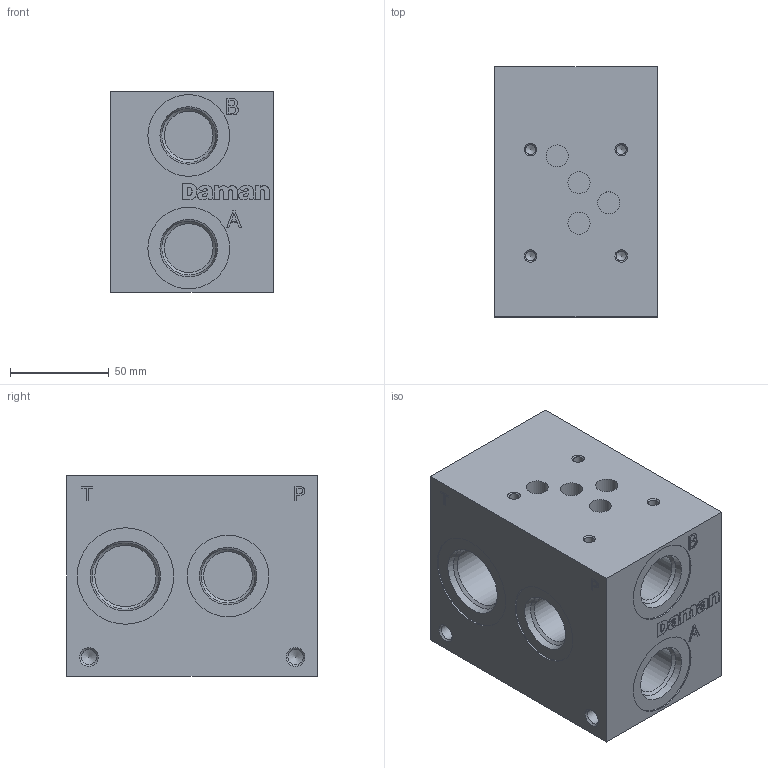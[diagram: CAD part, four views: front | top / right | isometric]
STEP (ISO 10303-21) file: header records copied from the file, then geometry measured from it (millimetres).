
FILE_DESCRIPTION( ( 'STEP AP214' ), ' ' );
FILE_NAME( 'AD05HP013S.stp', '2018-04-23T18:13:27', ( '' ), ( '' ), ' ', 'PARTsolutions', ' ' );
FILE_SCHEMA( ( 'AUTOMOTIVE_DESIGN { 1 0 10303 214 1 1 1 1 }' ) );
Length unit declared in the file: inch
Products named in the file (1): _AD05HP013S
Bounding box: 82.55 x 127 x 101.6 mm (x, y, z)
Volume: 964626.6 mm3; surface area: 80434.5 mm2
Topology: 1 solids, 1 shells, 247 faces, 604 edges, 394 vertices
Faces by surface type: plane 155, cylinder 64, cone 28
Full cylindrical faces by diameter (mm): 4.976 x4, 7.805 x4, 11.201 x4, 24.696 x4, 31.046 x2, 41.453 x4, 48.971 x2
Entity records: 8892 total; most frequent: DIRECTION 1186, CARTESIAN_POINT 1182, ORIENTED_EDGE 1084, EDGE_CURVE 542, AXIS2_PLACEMENT_3D 396, LINE 394, VECTOR 394, VERTEX_POINT 392
